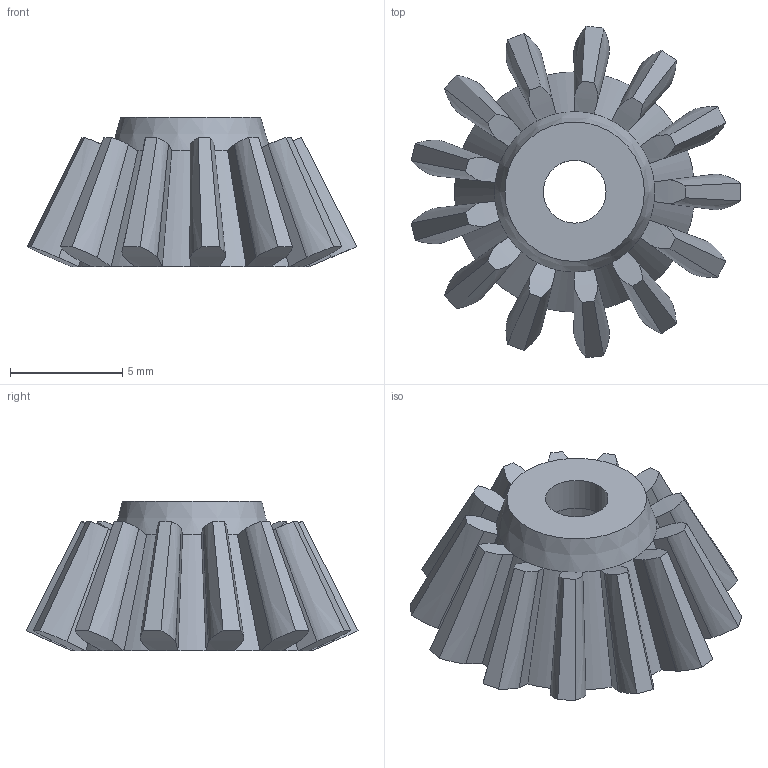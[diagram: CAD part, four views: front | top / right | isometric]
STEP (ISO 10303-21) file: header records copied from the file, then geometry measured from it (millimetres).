
FILE_DESCRIPTION(/* description */ (''),/* implementation_level */ '2;1');
FILE_NAME(/* name */ 'Gear_motor.stp',/* time_stamp */ '2021-12-01T23:24:06+01:00',/* author */ ('liset'),/* organization */ (''),/* preprocessor_version */ 'ST-DEVELOPER v17.2',/* originating_system */ 'Autodesk Inventor 2019',/* authorisation */ '');
FILE_SCHEMA (('AUTOMOTIVE_DESIGN { 1 0 10303 214 3 1 1 }'));
Length unit declared in the file: millimetre
Products named in the file (1): Component2_1
Bounding box: 14.69 x 14.8 x 6.67 mm (x, y, z)
Volume: 391.2 mm3; surface area: 706.5 mm2
Topology: 1 solids, 1 shells, 136 faces, 347 edges, 214 vertices
Faces by surface type: plane 55, cone 53, bspline 26, cylinder 2
Full cylindrical faces by diameter (mm): 2.8 x1, 5.75 x1
Entity records: 4942 total; most frequent: CARTESIAN_POINT 1833, ORIENTED_EDGE 694, DIRECTION 536, EDGE_CURVE 347, VERTEX_POINT 214, LINE 198, VECTOR 198, AXIS2_PLACEMENT_3D 169
